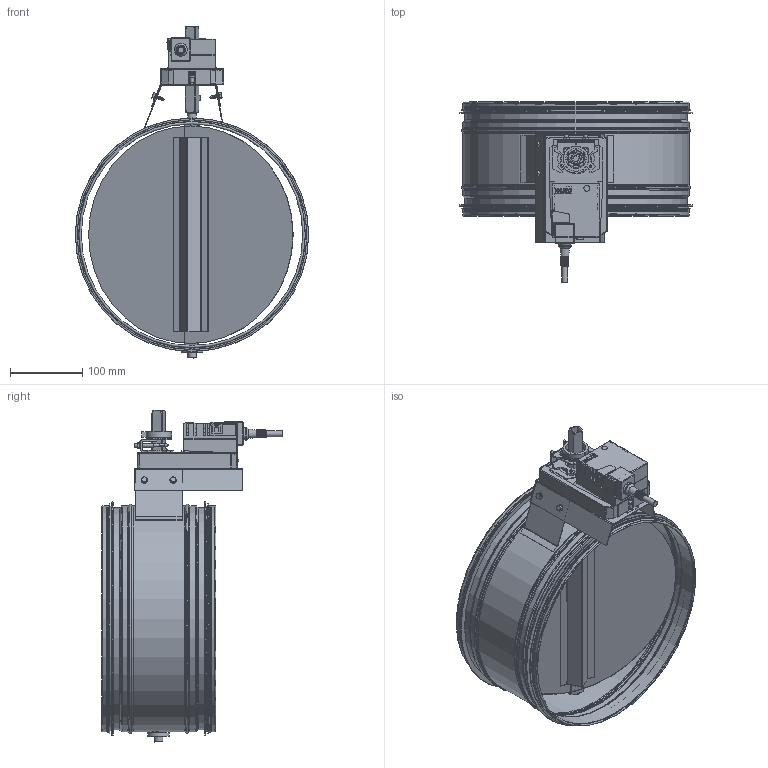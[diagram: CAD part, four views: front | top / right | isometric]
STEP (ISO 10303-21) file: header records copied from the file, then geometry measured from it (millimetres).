
FILE_DESCRIPTION((''),'2;1');
FILE_NAME('HISC-EB_SM230-315.stp','2014-06-18T12:54:28',(''),(''),'Autodesk Inventor 2013','Autodesk Inventor 2013','');
FILE_SCHEMA(('AUTOMOTIVE_DESIGN { 1 2 10303 214 0 1 1 1 }'));
Length unit declared in the file: millimetre
Products named in the file (21): HISC-EB_SM230-315; HISochHISC_Rör-08; 999008; Spjällhylla_HISC-E-HIS-E-315; SpjällaxelKort; Cellgummi; Starlock; 116024; Borrskruv_4,2x13; SpjällaxelKort_250-315; Cellgummi_1; Stödprofil-270; Spjällaxel-120; HMH-315-L150; 999317; 90242___8_13-mattssons; SM230A; SM230A-1; SM230A-2; SM230A-3; FästeSpjällmotorSM-315
Assembly tree (27 placements, depth 3):
  HISC-EB_SM230-315
    HISochHISC_Rör-08
    999008  x2
    Spjällhylla_HISC-E-HIS-E-315
    SpjällaxelKort
    Cellgummi
    Starlock  x2
    116024
    Borrskruv_4,2x13  x3
    SpjällaxelKort_250-315
    Cellgummi_1
    Stödprofil-270
    Spjällaxel-120
    HMH-315-L150
    999317
    90242___8_13-mattssons  x4
    SM230A
      SM230A-1
      SM230A-2
      SM230A-3
    FästeSpjällmotorSM-315
Bounding box: 324.25 x 250.49 x 461 mm (x, y, z)
Volume: 761991.7 mm3; surface area: 810296.8 mm2
Topology: 26 solids, 27 shells, 2504 faces, 6556 edges, 4159 vertices
Faces by surface type: plane 1655, cylinder 449, cone 297, torus 53, bspline 32, sphere 18
Full cylindrical faces by diameter (mm): 0.8 x1, 1 x1, 2 x2, 3.291 x28, 4 x8, 4.2 x25, 4.567 x1, 5 x6, 5.2 x1, 6 x1, 7 x1, 8 x8, 8.8 x4, 10 x4, 11 x5, 11.7 x2, 12 x2, 18 x1, 21 x2, 22 x2, 24 x1, 30 x3, 32 x1, 40 x1, 42 x1, 302 x1, 307.45 x1, 307.61 x1, 308.45 x1, 308.61 x1
Entity records: 70599 total; most frequent: CARTESIAN_POINT 16208, ORIENTED_EDGE 10924, DIRECTION 10271, EDGE_CURVE 5462, VECTOR 4295, LINE 4295, VERTEX_POINT 3608, AXIS2_PLACEMENT_3D 2988
